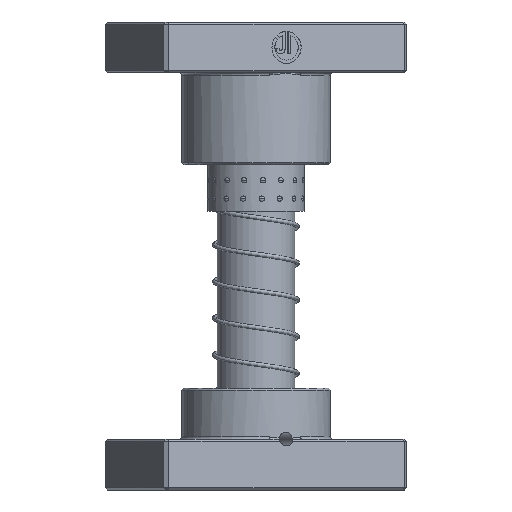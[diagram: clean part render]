
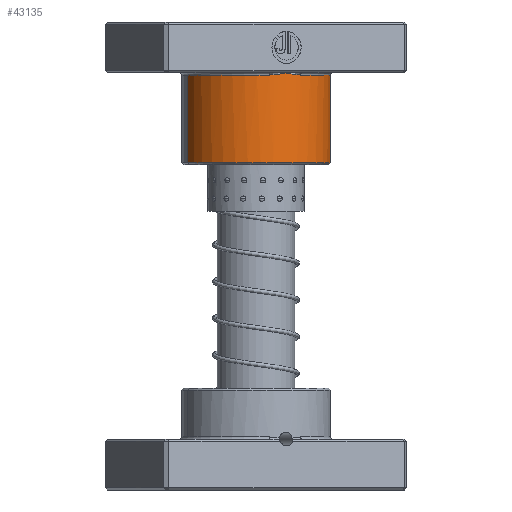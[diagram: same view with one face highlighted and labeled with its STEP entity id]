
A CAD part, front view. The second image highlights one B-rep face of the part: STEP entity #43135.
In plain terms, the highlighted cylindrical face has radius 36.5 mm (diameter 73 mm), a partial arc.
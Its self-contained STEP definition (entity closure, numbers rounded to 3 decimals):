
#68 = DIRECTION ( 'NONE',  ( 0., 0., -1. ) ) ;
#1785 = CARTESIAN_POINT ( 'NONE',  ( -1.4, 36.475, 25.234 ) ) ;
#1828 = CARTESIAN_POINT ( 'NONE',  ( 36.5, 0., 69. ) ) ;
#3031 = ORIENTED_EDGE ( 'NONE', *, *, #12754, .T. ) ;
#4382 = DIRECTION ( 'NONE',  ( 0., 0., 1. ) ) ;
#5050 = VERTEX_POINT ( 'NONE', #16847 ) ;
#5256 = ORIENTED_EDGE ( 'NONE', *, *, #17214, .T. ) ;
#5347 = CARTESIAN_POINT ( 'NONE',  ( -2.798, 36.399, 25.459 ) ) ;
#5359 = DIRECTION ( 'NONE',  ( 0., 0., 1. ) ) ;
#6380 = ORIENTED_EDGE ( 'NONE', *, *, #31211, .T. ) ;
#6712 = CARTESIAN_POINT ( 'NONE',  ( 36.5, 0., 70. ) ) ;
#8719 = CARTESIAN_POINT ( 'NONE',  ( 5.587, 36.077, 25.837 ) ) ;
#8915 = CARTESIAN_POINT ( 'NONE',  ( -4.89, 36.178, 25.754 ) ) ;
#9271 = VERTEX_POINT ( 'NONE', #34986 ) ;
#10235 = DIRECTION ( 'NONE',  ( 0., 0., -1. ) ) ;
#12278 = CARTESIAN_POINT ( 'NONE',  ( 2.798, 36.42, 25.47 ) ) ;
#12368 = DIRECTION ( 'NONE',  ( 0., 0., -1. ) ) ;
#12462 = CARTESIAN_POINT ( 'NONE',  ( -6.984, 35.833, 25.96 ) ) ;
#12754 = EDGE_CURVE ( 'NONE', #31703, #23794, #20761, .T. ) ;
#12992 = ORIENTED_EDGE ( 'NONE', *, *, #19383, .T. ) ;
#13314 = FACE_OUTER_BOUND ( 'NONE', #39722, .T. ) ;
#13504 = AXIS2_PLACEMENT_3D ( 'NONE', #25604, #4382, #29129 ) ;
#15163 = ORIENTED_EDGE ( 'NONE', *, *, #20687, .T. ) ;
#15581 = CARTESIAN_POINT ( 'NONE',  ( -36.5, 0., 26. ) ) ;
#15836 = CARTESIAN_POINT ( 'NONE',  ( 0., 36.5, 25. ) ) ;
#16047 = CARTESIAN_POINT ( 'NONE',  ( -8.373, 35.527, 26. ) ) ;
#16847 = CARTESIAN_POINT ( 'NONE',  ( 8.373, 35.527, 26. ) ) ;
#17111 = ORIENTED_EDGE ( 'NONE', *, *, #43031, .F. ) ;
#17214 = EDGE_CURVE ( 'NONE', #26593, #5050, #39593, .T. ) ;
#17903 = DIRECTION ( 'NONE',  ( -1., 0., 0. ) ) ;
#19048 = B_SPLINE_CURVE_WITH_KNOTS ( 'NONE', 3,
 ( #33199, #26407, #29974, #8719, #33479, #12278, #37063, #15836 ),
 .UNSPECIFIED., .F., .F.,
 ( 4, 2, 2, 4 ),
 ( 0., 0.002, 0.004, 0.009 ),
 .UNSPECIFIED. ) ;
#19383 = EDGE_CURVE ( 'NONE', #5050, #9271, #19048, .T. ) ;
#19474 = CARTESIAN_POINT ( 'NONE',  ( 0., 36.5, 25. ) ) ;
#19651 = EDGE_CURVE ( 'NONE', #9271, #31703, #36819, .T. ) ;
#20687 = EDGE_CURVE ( 'NONE', #44344, #40937, #35836, .T. ) ;
#20761 = CIRCLE ( 'NONE', #26358, 36.5 ) ;
#20930 = CARTESIAN_POINT ( 'NONE',  ( -8.373, 35.527, 26. ) ) ;
#21320 = CARTESIAN_POINT ( 'NONE',  ( -36.5, 0., 70. ) ) ;
#22470 = CARTESIAN_POINT ( 'NONE',  ( -36.5, 0., 69. ) ) ;
#23047 = CARTESIAN_POINT ( 'NONE',  ( -0.701, 36.495, 25.118 ) ) ;
#23794 = VERTEX_POINT ( 'NONE', #15581 ) ;
#24451 = LINE ( 'NONE', #6712, #33825 ) ;
#25604 = CARTESIAN_POINT ( 'NONE',  ( 0., 0., 26. ) ) ;
#26358 = AXIS2_PLACEMENT_3D ( 'NONE', #26617, #5359, #30159 ) ;
#26407 = CARTESIAN_POINT ( 'NONE',  ( 7.68, 35.69, 26. ) ) ;
#26593 = VERTEX_POINT ( 'NONE', #37540 ) ;
#26607 = CARTESIAN_POINT ( 'NONE',  ( -1.75, 36.46, 25.291 ) ) ;
#26617 = CARTESIAN_POINT ( 'NONE',  ( 0., 0., 26. ) ) ;
#26626 = AXIS2_PLACEMENT_3D ( 'NONE', #39242, #39539, #17903 ) ;
#29129 = DIRECTION ( 'NONE',  ( 1., 0., 0. ) ) ;
#29632 = AXIS2_PLACEMENT_3D ( 'NONE', #33567, #12368, #37161 ) ;
#29974 = CARTESIAN_POINT ( 'NONE',  ( 6.984, 35.833, 25.96 ) ) ;
#30147 = CARTESIAN_POINT ( 'NONE',  ( -3.495, 36.339, 25.565 ) ) ;
#30159 = DIRECTION ( 'NONE',  ( 1., 0., 0. ) ) ;
#31060 = CYLINDRICAL_SURFACE ( 'NONE', #26626, 36.5 ) ;
#31211 = EDGE_CURVE ( 'NONE', #40937, #26593, #24451, .T. ) ;
#31703 = VERTEX_POINT ( 'NONE', #20930 ) ;
#33199 = CARTESIAN_POINT ( 'NONE',  ( 8.373, 35.527, 26. ) ) ;
#33479 = CARTESIAN_POINT ( 'NONE',  ( 4.89, 36.178, 25.754 ) ) ;
#33567 = CARTESIAN_POINT ( 'NONE',  ( 0., 0., 69. ) ) ;
#33669 = CARTESIAN_POINT ( 'NONE',  ( -5.587, 36.077, 25.837 ) ) ;
#33825 = VECTOR ( 'NONE', #10235, 1000. ) ;
#34354 = VECTOR ( 'NONE', #68, 1000. ) ;
#34986 = CARTESIAN_POINT ( 'NONE',  ( 0., 36.5, 25. ) ) ;
#35836 = CIRCLE ( 'NONE', #29632, 36.5 ) ;
#36787 = CARTESIAN_POINT ( 'NONE',  ( -0.349, 36.5, 25.059 ) ) ;
#36819 = B_SPLINE_CURVE_WITH_KNOTS ( 'NONE', 3,
 ( #19474, #36787, #23047, #1785, #26607, #5347, #30147, #8915, #33669, #12462, #37254, #16047 ),
 .UNSPECIFIED., .F., .F.,
 ( 4, 2, 2, 2, 2, 4 ),
 ( 0., 0.001, 0.002, 0.004, 0.006, 0.008 ),
 .UNSPECIFIED. ) ;
#37063 = CARTESIAN_POINT ( 'NONE',  ( 1.403, 36.5, 25.235 ) ) ;
#37161 = DIRECTION ( 'NONE',  ( 1., 0., 0. ) ) ;
#37254 = CARTESIAN_POINT ( 'NONE',  ( -7.68, 35.69, 26. ) ) ;
#37540 = CARTESIAN_POINT ( 'NONE',  ( 36.5, 0., 26. ) ) ;
#39242 = CARTESIAN_POINT ( 'NONE',  ( 0., 0., 70. ) ) ;
#39256 = ORIENTED_EDGE ( 'NONE', *, *, #19651, .T. ) ;
#39539 = DIRECTION ( 'NONE',  ( 0., 0., -1. ) ) ;
#39593 = CIRCLE ( 'NONE', #13504, 36.5 ) ;
#39722 = EDGE_LOOP ( 'NONE', ( #15163, #6380, #5256, #12992, #39256, #3031, #17111 ) ) ;
#40937 = VERTEX_POINT ( 'NONE', #1828 ) ;
#43031 = EDGE_CURVE ( 'NONE', #44344, #23794, #43812, .T. ) ;
#43135 = ADVANCED_FACE ( 'NONE', ( #13314 ), #31060, .T. ) ;
#43812 = LINE ( 'NONE', #21320, #34354 ) ;
#44344 = VERTEX_POINT ( 'NONE', #22470 ) ;
